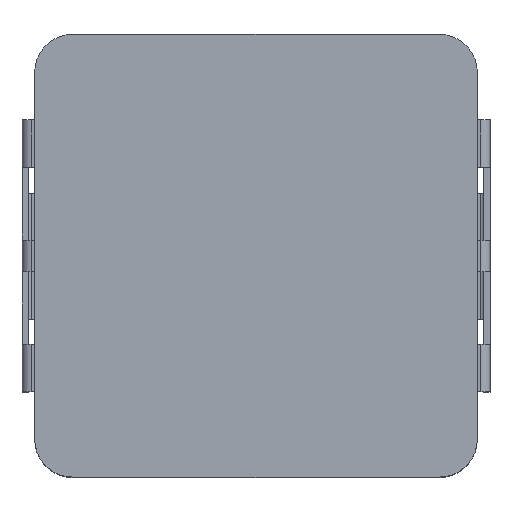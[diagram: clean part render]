
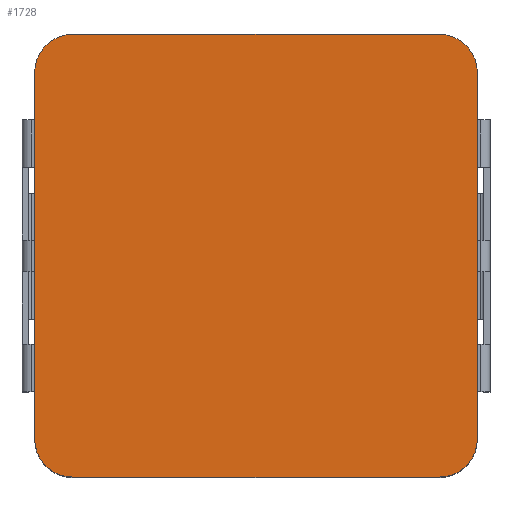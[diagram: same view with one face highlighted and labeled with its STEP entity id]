
A CAD part, top view. The second image highlights one B-rep face of the part: STEP entity #1728.
In plain terms, the highlighted planar face has unit normal (0, 0, 1).
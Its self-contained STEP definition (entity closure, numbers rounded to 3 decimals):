
#98=PLANE('',#1862);
#178=FACE_OUTER_BOUND('',#264,.T.);
#264=EDGE_LOOP('',(#1621,#1622,#1623,#1624,#1625,#1626,#1627,#1628));
#445=LINE('',#2739,#653);
#458=LINE('',#2773,#666);
#471=LINE('',#2802,#679);
#472=LINE('',#2804,#680);
#653=VECTOR('',#2243,10.);
#666=VECTOR('',#2270,10.);
#679=VECTOR('',#2307,10.);
#680=VECTOR('',#2310,10.);
#713=CIRCLE('',#1839,0.6);
#718=CIRCLE('',#1847,0.6);
#719=CIRCLE('',#1850,0.6);
#720=CIRCLE('',#1852,0.6);
#857=VERTEX_POINT('',#2717);
#858=VERTEX_POINT('',#2718);
#866=VERTEX_POINT('',#2737);
#878=VERTEX_POINT('',#2766);
#879=VERTEX_POINT('',#2767);
#880=VERTEX_POINT('',#2772);
#881=VERTEX_POINT('',#2778);
#882=VERTEX_POINT('',#2782);
#1088=EDGE_CURVE('',#857,#858,#713,.T.);
#1099=EDGE_CURVE('',#857,#866,#445,.T.);
#1113=EDGE_CURVE('',#878,#879,#718,.T.);
#1116=EDGE_CURVE('',#880,#879,#458,.T.);
#1120=EDGE_CURVE('',#880,#881,#719,.T.);
#1122=EDGE_CURVE('',#882,#866,#720,.T.);
#1131=EDGE_CURVE('',#878,#858,#471,.T.);
#1132=EDGE_CURVE('',#882,#881,#472,.T.);
#1621=ORIENTED_EDGE('',*,*,#1088,.F.);
#1622=ORIENTED_EDGE('',*,*,#1099,.T.);
#1623=ORIENTED_EDGE('',*,*,#1122,.F.);
#1624=ORIENTED_EDGE('',*,*,#1132,.T.);
#1625=ORIENTED_EDGE('',*,*,#1120,.F.);
#1626=ORIENTED_EDGE('',*,*,#1116,.T.);
#1627=ORIENTED_EDGE('',*,*,#1113,.F.);
#1628=ORIENTED_EDGE('',*,*,#1131,.T.);
#1728=ADVANCED_FACE('',(#178),#98,.T.);
#1839=AXIS2_PLACEMENT_3D('',#2719,#2228,#2229);
#1847=AXIS2_PLACEMENT_3D('',#2768,#2264,#2265);
#1850=AXIS2_PLACEMENT_3D('',#2779,#2276,#2277);
#1852=AXIS2_PLACEMENT_3D('',#2783,#2281,#2282);
#1862=AXIS2_PLACEMENT_3D('',#2805,#2311,#2312);
#2228=DIRECTION('center_axis',(0.,0.,-1.));
#2229=DIRECTION('ref_axis',(-0.707,0.707,0.));
#2243=DIRECTION('',(0.,-1.,0.));
#2264=DIRECTION('center_axis',(0.,0.,-1.));
#2265=DIRECTION('ref_axis',(0.707,0.707,0.));
#2270=DIRECTION('',(0.,1.,0.));
#2276=DIRECTION('center_axis',(0.,0.,-1.));
#2277=DIRECTION('ref_axis',(0.707,-0.707,0.));
#2281=DIRECTION('center_axis',(0.,0.,-1.));
#2282=DIRECTION('ref_axis',(-0.707,-0.707,0.));
#2307=DIRECTION('',(-1.,0.,0.));
#2310=DIRECTION('',(1.,0.,0.));
#2311=DIRECTION('center_axis',(0.,0.,1.));
#2312=DIRECTION('ref_axis',(1.,0.,0.));
#2717=CARTESIAN_POINT('',(-3.5,2.9,4.8));
#2718=CARTESIAN_POINT('',(-2.9,3.5,4.8));
#2719=CARTESIAN_POINT('Origin',(-2.9,2.9,4.8));
#2737=CARTESIAN_POINT('',(-3.5,-2.9,4.8));
#2739=CARTESIAN_POINT('',(-3.5,-3.5,4.8));
#2766=CARTESIAN_POINT('',(2.9,3.5,4.8));
#2767=CARTESIAN_POINT('',(3.5,2.9,4.8));
#2768=CARTESIAN_POINT('Origin',(2.9,2.9,4.8));
#2772=CARTESIAN_POINT('',(3.5,-2.9,4.8));
#2773=CARTESIAN_POINT('',(3.5,3.5,4.8));
#2778=CARTESIAN_POINT('',(2.9,-3.5,4.8));
#2779=CARTESIAN_POINT('Origin',(2.9,-2.9,4.8));
#2782=CARTESIAN_POINT('',(-2.9,-3.5,4.8));
#2783=CARTESIAN_POINT('Origin',(-2.9,-2.9,4.8));
#2802=CARTESIAN_POINT('',(-3.5,3.5,4.8));
#2804=CARTESIAN_POINT('',(3.5,-3.5,4.8));
#2805=CARTESIAN_POINT('Origin',(0.,0.,4.8));
